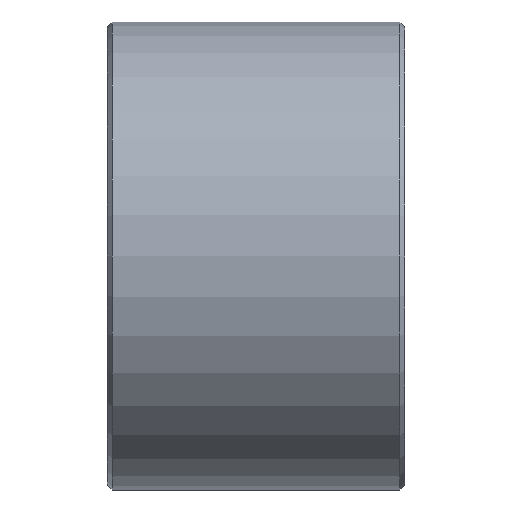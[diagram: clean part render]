
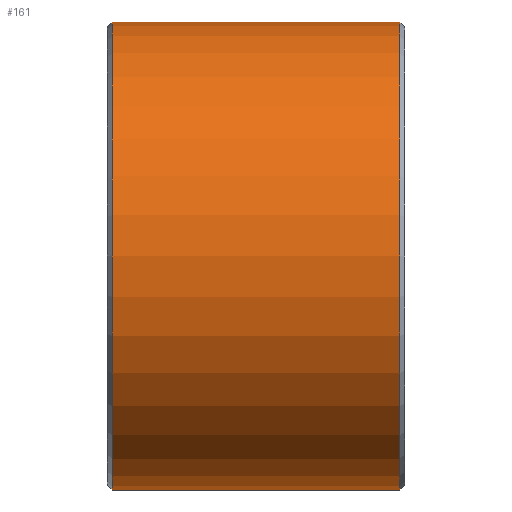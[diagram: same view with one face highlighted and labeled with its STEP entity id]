
A CAD part, front view. The second image highlights one B-rep face of the part: STEP entity #161.
In plain terms, the highlighted cylindrical face has radius 5 mm (diameter 10 mm), a partial arc.
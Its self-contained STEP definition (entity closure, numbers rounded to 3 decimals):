
#6 = CARTESIAN_POINT ( 'NONE',  ( 3.175, 0., -5. ) ) ;
#7 = DIRECTION ( 'NONE',  ( -1., 0., 0. ) ) ;
#9 = ORIENTED_EDGE ( 'NONE', *, *, #286, .F. ) ;
#20 = CYLINDRICAL_SURFACE ( 'NONE', #66, 5. ) ;
#23 = FACE_OUTER_BOUND ( 'NONE', #145, .T. ) ;
#26 = DIRECTION ( 'NONE',  ( 1., 0., 0. ) ) ;
#28 = VERTEX_POINT ( 'NONE', #268 ) ;
#33 = AXIS2_PLACEMENT_3D ( 'NONE', #89, #26, #139 ) ;
#38 = EDGE_CURVE ( 'NONE', #28, #345, #194, .T. ) ;
#49 = DIRECTION ( 'NONE',  ( -1., 0., 0. ) ) ;
#50 = ORIENTED_EDGE ( 'NONE', *, *, #226, .T. ) ;
#55 = CARTESIAN_POINT ( 'NONE',  ( 3.075, 0., 0. ) ) ;
#56 = ORIENTED_EDGE ( 'NONE', *, *, #38, .T. ) ;
#58 = VECTOR ( 'NONE', #279, 1000. ) ;
#65 = LINE ( 'NONE', #6, #110 ) ;
#66 = AXIS2_PLACEMENT_3D ( 'NONE', #208, #49, #242 ) ;
#72 = CARTESIAN_POINT ( 'NONE',  ( -3.075, 0., -5. ) ) ;
#89 = CARTESIAN_POINT ( 'NONE',  ( -3.075, 0., 0. ) ) ;
#91 = DIRECTION ( 'NONE',  ( 0., 0., -1. ) ) ;
#110 = VECTOR ( 'NONE', #7, 1000. ) ;
#136 = ORIENTED_EDGE ( 'NONE', *, *, #230, .T. ) ;
#139 = DIRECTION ( 'NONE',  ( 0., 0., -1. ) ) ;
#141 = DIRECTION ( 'NONE',  ( -1., 0., 0. ) ) ;
#145 = EDGE_LOOP ( 'NONE', ( #9, #50, #136, #56 ) ) ;
#161 = ADVANCED_FACE ( 'NONE', ( #23 ), #20, .T. ) ;
#169 = LINE ( 'NONE', #191, #58 ) ;
#191 = CARTESIAN_POINT ( 'NONE',  ( 3.175, 0., 5. ) ) ;
#194 = CIRCLE ( 'NONE', #33, 5. ) ;
#208 = CARTESIAN_POINT ( 'NONE',  ( 3.175, 0., 0. ) ) ;
#218 = VERTEX_POINT ( 'NONE', #294 ) ;
#226 = EDGE_CURVE ( 'NONE', #272, #218, #260, .T. ) ;
#230 = EDGE_CURVE ( 'NONE', #218, #28, #169, .T. ) ;
#242 = DIRECTION ( 'NONE',  ( 0., 0., 1. ) ) ;
#259 = AXIS2_PLACEMENT_3D ( 'NONE', #55, #141, #91 ) ;
#260 = CIRCLE ( 'NONE', #259, 5. ) ;
#268 = CARTESIAN_POINT ( 'NONE',  ( -3.075, 0., 5. ) ) ;
#272 = VERTEX_POINT ( 'NONE', #304 ) ;
#279 = DIRECTION ( 'NONE',  ( -1., 0., 0. ) ) ;
#286 = EDGE_CURVE ( 'NONE', #272, #345, #65, .T. ) ;
#294 = CARTESIAN_POINT ( 'NONE',  ( 3.075, 0., 5. ) ) ;
#304 = CARTESIAN_POINT ( 'NONE',  ( 3.075, 0., -5. ) ) ;
#345 = VERTEX_POINT ( 'NONE', #72 ) ;
